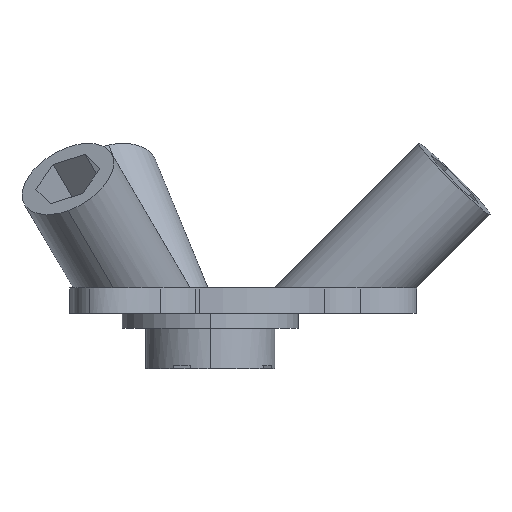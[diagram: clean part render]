
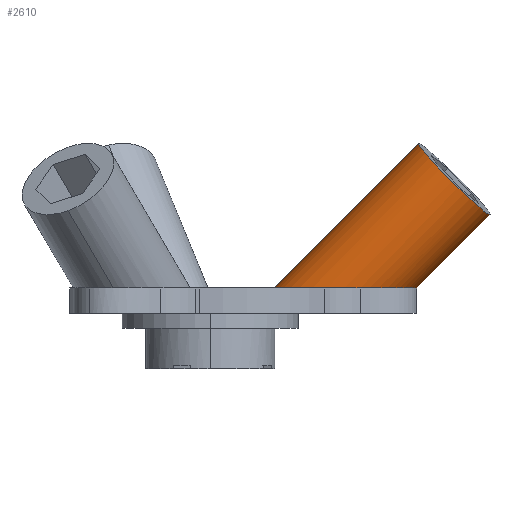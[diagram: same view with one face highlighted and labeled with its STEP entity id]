
A CAD part, left-side view. The second image highlights one B-rep face of the part: STEP entity #2610.
In plain terms, the highlighted cylindrical face has radius 10 mm (diameter 20 mm), a partial arc.
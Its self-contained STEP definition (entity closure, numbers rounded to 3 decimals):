
#130 = CARTESIAN_POINT ( 'NONE',  ( -72.458, -29.734, 16. ) ) ;
#202 = CARTESIAN_POINT ( 'NONE',  ( -71.843, -36.158, 16. ) ) ;
#207 =( BOUNDED_CURVE ( )  B_SPLINE_CURVE ( 3, ( #670, #1212, #1170, #370 ),
 .UNSPECIFIED., .F., .F. ) 
 B_SPLINE_CURVE_WITH_KNOTS ( ( 4, 4 ),
 ( 6.211, 6.283 ),
 .UNSPECIFIED. ) 
 CURVE ( )  GEOMETRIC_REPRESENTATION_ITEM ( )  RATIONAL_B_SPLINE_CURVE ( ( 1., 1., 1., 1. ) ) 
 REPRESENTATION_ITEM ( '' )  );
#243 = CARTESIAN_POINT ( 'NONE',  ( -72.458, -29.734, 16. ) ) ;
#311 = CARTESIAN_POINT ( 'NONE',  ( -60.042, 4.221, -1.089 ) ) ;
#370 = CARTESIAN_POINT ( 'NONE',  ( -63.93, -40.955, 16. ) ) ;
#518 = EDGE_CURVE ( 'NONE', #1708, #3480, #2410, .T. ) ;
#556 = LINE ( 'NONE', #311, #1681 ) ;
#591 = CARTESIAN_POINT ( 'NONE',  ( -68.645, -12.78, 16. ) ) ;
#658 = AXIS2_PLACEMENT_3D ( 'NONE', #942, #3182, #2682 ) ;
#670 = CARTESIAN_POINT ( 'NONE',  ( -63.21, -40.991, 16. ) ) ;
#684 = VERTEX_POINT ( 'NONE', #1542 ) ;
#738 = ORIENTED_EDGE ( 'NONE', *, *, #2227, .F. ) ;
#767 = CARTESIAN_POINT ( 'NONE',  ( -63.93, -40.955, 16. ) ) ;
#823 = DIRECTION ( 'NONE',  ( -0.072, -0.703, 0.707 ) ) ;
#942 = CARTESIAN_POINT ( 'NONE',  ( -64.691, -48.405, 37.632 ) ) ;
#1013 = ORIENTED_EDGE ( 'NONE', *, *, #1844, .F. ) ;
#1014 = EDGE_CURVE ( 'NONE', #2880, #2788, #207, .T. ) ;
#1101 = CARTESIAN_POINT ( 'NONE',  ( -60.042, -2.868, -8.142 ) ) ;
#1170 = CARTESIAN_POINT ( 'NONE',  ( -63.691, -40.979, 16. ) ) ;
#1212 = CARTESIAN_POINT ( 'NONE',  ( -63.451, -40.991, 16. ) ) ;
#1222 = CARTESIAN_POINT ( 'NONE',  ( -61.777, -12.78, 16. ) ) ;
#1399 = DIRECTION ( 'NONE',  ( 0., -0.709, -0.705 ) ) ;
#1460 = DIRECTION ( 'NONE',  ( -0.072, -0.703, 0.707 ) ) ;
#1489 = ORIENTED_EDGE ( 'NONE', *, *, #1014, .F. ) ;
#1542 = CARTESIAN_POINT ( 'NONE',  ( -64.691, -55.495, 30.579 ) ) ;
#1596 = CARTESIAN_POINT ( 'NONE',  ( -68.556, -40.482, 16. ) ) ;
#1624 = CARTESIAN_POINT ( 'NONE',  ( -72.458, -29.734, 16. ) ) ;
#1681 = VECTOR ( 'NONE', #1460, 1000. ) ;
#1706 = CARTESIAN_POINT ( 'NONE',  ( -73.364, -20.271, 16. ) ) ;
#1708 = VERTEX_POINT ( 'NONE', #1624 ) ;
#1844 = EDGE_CURVE ( 'NONE', #2092, #684, #3409, .T. ) ;
#1855 = EDGE_CURVE ( 'NONE', #2880, #684, #2080, .T. ) ;
#2080 = LINE ( 'NONE', #3505, #2571 ) ;
#2092 = VERTEX_POINT ( 'NONE', #2560 ) ;
#2151 = CARTESIAN_POINT ( 'NONE',  ( -63.21, -40.991, 16. ) ) ;
#2159 = EDGE_LOOP ( 'NONE', ( #738, #3568, #2964, #1489, #3235, #1013 ) ) ;
#2227 = EDGE_CURVE ( 'NONE', #3480, #2092, #556, .T. ) ;
#2296 = FACE_OUTER_BOUND ( 'NONE', #2159, .T. ) ;
#2373 = DIRECTION ( 'NONE',  ( -0.072, -0.703, 0.707 ) ) ;
#2410 =( BOUNDED_CURVE ( )  B_SPLINE_CURVE ( 3, ( #243, #1706, #591, #3377 ),
 .UNSPECIFIED., .F., .F. ) 
 B_SPLINE_CURVE_WITH_KNOTS ( ( 4, 4 ),
 ( 1.295, 3.07 ),
 .UNSPECIFIED. ) 
 CURVE ( )  GEOMETRIC_REPRESENTATION_ITEM ( )  RATIONAL_B_SPLINE_CURVE ( ( 1., 0.754, 0.754, 1. ) ) 
 REPRESENTATION_ITEM ( '' )  );
#2449 = EDGE_CURVE ( 'NONE', #2788, #1708, #3011, .T. ) ;
#2560 = CARTESIAN_POINT ( 'NONE',  ( -64.691, -41.316, 44.684 ) ) ;
#2571 = VECTOR ( 'NONE', #2373, 1000. ) ;
#2610 = ADVANCED_FACE ( 'NONE', ( #2296 ), #3662, .T. ) ;
#2682 = DIRECTION ( 'NONE',  ( 0., -0.709, -0.705 ) ) ;
#2788 = VERTEX_POINT ( 'NONE', #3330 ) ;
#2880 = VERTEX_POINT ( 'NONE', #2151 ) ;
#2964 = ORIENTED_EDGE ( 'NONE', *, *, #2449, .F. ) ;
#3011 =( BOUNDED_CURVE ( )  B_SPLINE_CURVE ( 3, ( #767, #1596, #202, #130 ),
 .UNSPECIFIED., .F., .F. ) 
 B_SPLINE_CURVE_WITH_KNOTS ( ( 4, 4 ),
 ( 0., 1.295 ),
 .UNSPECIFIED. ) 
 CURVE ( )  GEOMETRIC_REPRESENTATION_ITEM ( )  RATIONAL_B_SPLINE_CURVE ( ( 1., 0.865, 0.865, 1. ) ) 
 REPRESENTATION_ITEM ( '' )  );
#3182 = DIRECTION ( 'NONE',  ( -0.072, -0.703, 0.707 ) ) ;
#3235 = ORIENTED_EDGE ( 'NONE', *, *, #1855, .T. ) ;
#3330 = CARTESIAN_POINT ( 'NONE',  ( -63.93, -40.955, 16. ) ) ;
#3377 = CARTESIAN_POINT ( 'NONE',  ( -61.777, -12.78, 16. ) ) ;
#3409 = CIRCLE ( 'NONE', #658, 10. ) ;
#3480 = VERTEX_POINT ( 'NONE', #1222 ) ;
#3487 = AXIS2_PLACEMENT_3D ( 'NONE', #1101, #823, #1399 ) ;
#3505 = CARTESIAN_POINT ( 'NONE',  ( -60.042, -9.958, -15.195 ) ) ;
#3568 = ORIENTED_EDGE ( 'NONE', *, *, #518, .F. ) ;
#3662 = CYLINDRICAL_SURFACE ( 'NONE', #3487, 10. ) ;
